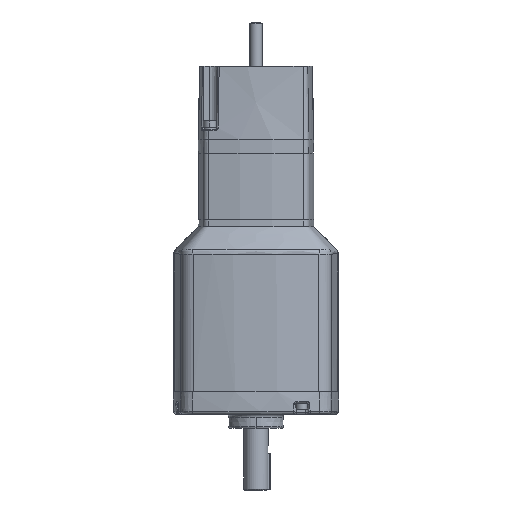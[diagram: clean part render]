
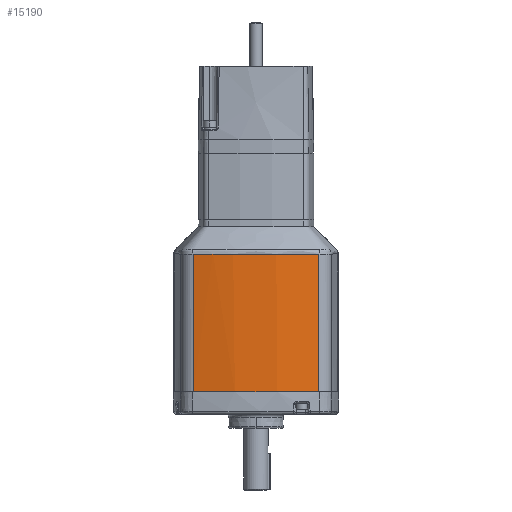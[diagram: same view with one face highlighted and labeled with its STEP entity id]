
A CAD part, front view. The second image highlights one B-rep face of the part: STEP entity #15190.
In plain terms, the highlighted cylindrical face has radius 148.082 mm (diameter 296.164 mm), a partial arc.
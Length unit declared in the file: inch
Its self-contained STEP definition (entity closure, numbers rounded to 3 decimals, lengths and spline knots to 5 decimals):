
#2998 = CARTESIAN_POINT ( 'NONE',  ( 1.29534, -1.54377, 4.13563 ) ) ;
#3002 = DIRECTION ( 'NONE',  ( 0., 0., -1. ) ) ;
#3756 = CARTESIAN_POINT ( 'NONE',  ( -1.29534, -1.54377, 4.13563 ) ) ;
#3775 = DIRECTION ( 'NONE',  ( 0., 0., -1. ) ) ;
#4116 = CARTESIAN_POINT ( 'NONE',  ( 1.28203, -1.5468, -0.70321 ) ) ;
#4118 = CARTESIAN_POINT ( 'NONE',  ( 1.28869, -1.54529, -0.70331 ) ) ;
#4134 = CARTESIAN_POINT ( 'NONE',  ( 1.29534, -1.54377, -0.70379 ) ) ;
#4138 = CARTESIAN_POINT ( 'NONE',  ( 1.26871, -1.54978, -0.70319 ) ) ;
#4140 = CARTESIAN_POINT ( 'NONE',  ( 1.24872, -1.55423, -0.70316 ) ) ;
#4142 = CARTESIAN_POINT ( 'NONE',  ( 1.20204, -1.56435, -0.70309 ) ) ;
#4144 = CARTESIAN_POINT ( 'NONE',  ( 1.16195, -1.5726, -0.70303 ) ) ;
#4146 = CARTESIAN_POINT ( 'NONE',  ( 1.08167, -1.58854, -0.70292 ) ) ;
#4148 = CARTESIAN_POINT ( 'NONE',  ( 0.97437, -1.60828, -0.70278 ) ) ;
#4150 = CARTESIAN_POINT ( 'NONE',  ( 0.86655, -1.625, -0.70268 ) ) ;
#4152 = CARTESIAN_POINT ( 'NONE',  ( 0.75845, -1.64021, -0.70258 ) ) ;
#4154 = CARTESIAN_POINT ( 'NONE',  ( 0.70423, -1.64707, -0.70255 ) ) ;
#4156 = CARTESIAN_POINT ( 'NONE',  ( 0.4332, -1.67748, -0.70236 ) ) ;
#4158 = CARTESIAN_POINT ( 'NONE',  ( 0.21646, -1.68951, -0.70227 ) ) ;
#4160 = CARTESIAN_POINT ( 'NONE',  ( -0.21689, -1.68949, -0.70227 ) ) ;
#4161 = CARTESIAN_POINT ( 'NONE',  ( -0.43349, -1.67744, -0.70236 ) ) ;
#4162 = CARTESIAN_POINT ( 'NONE',  ( -0.75827, -1.641, -0.70258 ) ) ;
#4163 = CARTESIAN_POINT ( 'NONE',  ( -0.86659, -1.62577, -0.70267 ) ) ;
#4164 = CARTESIAN_POINT ( 'NONE',  ( -1.02799, -1.59841, -0.70285 ) ) ;
#4166 = CARTESIAN_POINT ( 'NONE',  ( -1.08165, -1.58854, -0.70292 ) ) ;
#4168 = CARTESIAN_POINT ( 'NONE',  ( -1.16194, -1.5726, -0.70303 ) ) ;
#4170 = CARTESIAN_POINT ( 'NONE',  ( -1.20203, -1.56435, -0.70309 ) ) ;
#4172 = CARTESIAN_POINT ( 'NONE',  ( -1.24872, -1.55423, -0.70316 ) ) ;
#4173 = CARTESIAN_POINT ( 'NONE',  ( -1.26871, -1.54978, -0.70319 ) ) ;
#4175 = CARTESIAN_POINT ( 'NONE',  ( -1.28203, -1.5468, -0.70321 ) ) ;
#4177 = CARTESIAN_POINT ( 'NONE',  ( -1.28869, -1.54529, -0.70331 ) ) ;
#4179 = CARTESIAN_POINT ( 'NONE',  ( -1.29534, -1.54377, -0.70379 ) ) ;
#4930 = ORIENTED_EDGE ( 'NONE', *, *, #6685, .F. ) ;
#5011 = ORIENTED_EDGE ( 'NONE', *, *, #11865, .T. ) ;
#5078 = ORIENTED_EDGE ( 'NONE', *, *, #11909, .T. ) ;
#6014 = EDGE_LOOP ( 'NONE', ( #4930, #22480, #5078, #5011 ) ) ;
#6685 = EDGE_CURVE ( 'NONE', #25417, #25463, #9772, .T. ) ;
#7834 = DIRECTION ( 'NONE',  ( -1., 0., 0. ) ) ;
#7836 = DIRECTION ( 'NONE',  ( 0., 0., -1. ) ) ;
#7838 = CARTESIAN_POINT ( 'NONE',  ( 0., 4.1405, 4.13563 ) ) ;
#9772 = CIRCLE ( 'NONE', #29850, 5.83 ) ;
#10658 = LINE ( 'NONE', #2998, #10660 ) ;
#10660 = VECTOR ( 'NONE', #3002, 39.37008 ) ;
#10736 = LINE ( 'NONE', #3756, #10738 ) ;
#10738 = VECTOR ( 'NONE', #3775, 39.37008 ) ;
#11779 = EDGE_CURVE ( 'NONE', #14062, #25417, #10658, .T. ) ;
#11865 = EDGE_CURVE ( 'NONE', #14089, #25463, #10736, .T. ) ;
#11909 = EDGE_CURVE ( 'NONE', #14062, #14089, #24811, .T. ) ;
#14062 = VERTEX_POINT ( 'NONE', #19988 ) ;
#14089 = VERTEX_POINT ( 'NONE', #20015 ) ;
#15190 = ADVANCED_FACE ( 'NONE', ( #28167 ), #28173, .T. ) ;
#19988 = CARTESIAN_POINT ( 'NONE',  ( 1.29534, -1.54377, -0.70379 ) ) ;
#20015 = CARTESIAN_POINT ( 'NONE',  ( -1.29534, -1.54377, -0.70379 ) ) ;
#20632 = CARTESIAN_POINT ( 'NONE',  ( 1.29534, -1.54377, -3.536 ) ) ;
#20694 = CARTESIAN_POINT ( 'NONE',  ( -1.29534, -1.54377, -3.536 ) ) ;
#22480 = ORIENTED_EDGE ( 'NONE', *, *, #11779, .F. ) ;
#24015 = CARTESIAN_POINT ( 'NONE',  ( 0., 4.1405, -3.536 ) ) ;
#24016 = DIRECTION ( 'NONE',  ( 0., 0., -1. ) ) ;
#24017 = DIRECTION ( 'NONE',  ( -1., 0., 0. ) ) ;
#24811 = B_SPLINE_CURVE_WITH_KNOTS ( 'NONE', 3,
 ( #4134, #4118, #4116, #4138, #4140, #4142, #4144, #4146, #4148, #4150, #4152, #4154, #4156, #4158, #4160, #4161, #4162, #4163, #4164, #4166, #4168, #4170, #4172, #4173, #4175, #4177, #4179 ),
 .UNSPECIFIED., .F., .F.,
 ( 4, 2, 1, 1, 2, 1, 2, 2, 2, 2, 2, 2, 1, 1, 2, 4 ),
 ( 0., 0.00052, 0.00104, 0.00208, 0.00416, 0.00831, 0.01247, 0.01663, 0.03325, 0.04988, 0.05819, 0.06235, 0.06443, 0.06547, 0.06599, 0.0665 ),
 .UNSPECIFIED. ) ;
#25417 = VERTEX_POINT ( 'NONE', #20632 ) ;
#25463 = VERTEX_POINT ( 'NONE', #20694 ) ;
#28167 = FACE_OUTER_BOUND ( 'NONE', #6014, .T. ) ;
#28173 = CYLINDRICAL_SURFACE ( 'NONE', #28898, 5.83 ) ;
#28898 = AXIS2_PLACEMENT_3D ( 'NONE', #7838, #7836, #7834 ) ;
#29850 = AXIS2_PLACEMENT_3D ( 'NONE', #24015, #24016, #24017 ) ;
